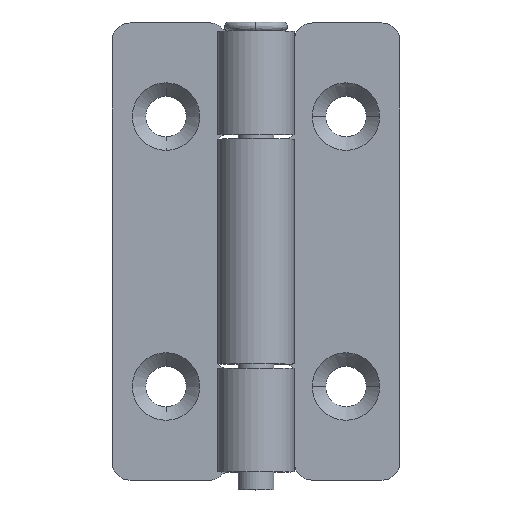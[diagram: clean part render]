
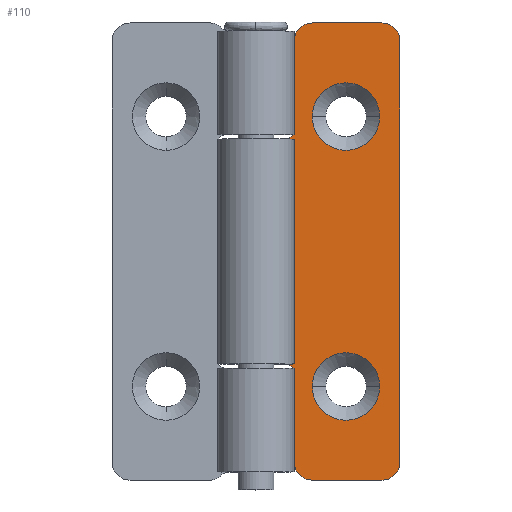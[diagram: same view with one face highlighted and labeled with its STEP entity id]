
A CAD part, top view. The second image highlights one B-rep face of the part: STEP entity #110.
In plain terms, the highlighted planar face has unit normal (0, 0, 1).
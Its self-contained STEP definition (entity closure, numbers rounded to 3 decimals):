
#14=B_SPLINE_CURVE_WITH_KNOTS('',1,(#2034,#2035),.UNSPECIFIED.,.F.,.F.,
(2,2),(2.,48.8),.UNSPECIFIED.);
#24=B_SPLINE_CURVE_WITH_KNOTS('',1,(#2072,#2073),.UNSPECIFIED.,.F.,.F.,
(2,2),(-28.075,-20.325),.UNSPECIFIED.);
#27=B_SPLINE_CURVE_WITH_KNOTS('',1,(#2078,#2079),.UNSPECIFIED.,.F.,.F.,
(2,2),(-28.075,-20.325),.UNSPECIFIED.);
#30=B_SPLINE_CURVE_WITH_KNOTS('',1,(#2084,#2085),.UNSPECIFIED.,.F.,.F.,
(2,2),(-48.8,-38.9),.UNSPECIFIED.);
#33=B_SPLINE_CURVE_WITH_KNOTS('',1,(#2090,#2091),.UNSPECIFIED.,.F.,.F.,
(2,2),(31.075,34.325),.UNSPECIFIED.);
#35=B_SPLINE_CURVE_WITH_KNOTS('',1,(#2094,#2095),.UNSPECIFIED.,.F.,.F.,
(2,2),(-11.9,-2.),.UNSPECIFIED.);
#38=B_SPLINE_CURVE_WITH_KNOTS('',1,(#2100,#2101),.UNSPECIFIED.,.F.,.F.,
(2,2),(-34.325,-31.075),.UNSPECIFIED.);
#110=ADVANCED_FACE('',(#190,#151,#152),#1217,.T.);
#151=FACE_BOUND('',#265,.T.);
#152=FACE_BOUND('',#266,.T.);
#190=FACE_OUTER_BOUND('',#264,.T.);
#264=EDGE_LOOP('',(#457,#458,#459,#460,#461,#462,#463,#464,#465,#466,#467,
#468,#469,#470));
#265=EDGE_LOOP('',(#471,#472));
#266=EDGE_LOOP('',(#473,#474));
#457=ORIENTED_EDGE('',*,*,#725,.T.);
#458=ORIENTED_EDGE('',*,*,#735,.T.);
#459=ORIENTED_EDGE('',*,*,#728,.T.);
#460=ORIENTED_EDGE('',*,*,#700,.F.);
#461=ORIENTED_EDGE('',*,*,#733,.T.);
#462=ORIENTED_EDGE('',*,*,#736,.T.);
#463=ORIENTED_EDGE('',*,*,#730,.T.);
#464=ORIENTED_EDGE('',*,*,#739,.T.);
#465=ORIENTED_EDGE('',*,*,#719,.T.);
#466=ORIENTED_EDGE('',*,*,#737,.T.);
#467=ORIENTED_EDGE('',*,*,#703,.T.);
#468=ORIENTED_EDGE('',*,*,#738,.T.);
#469=ORIENTED_EDGE('',*,*,#722,.F.);
#470=ORIENTED_EDGE('',*,*,#740,.T.);
#471=ORIENTED_EDGE('',*,*,#689,.T.);
#472=ORIENTED_EDGE('',*,*,#747,.T.);
#473=ORIENTED_EDGE('',*,*,#692,.T.);
#474=ORIENTED_EDGE('',*,*,#750,.T.);
#689=EDGE_CURVE('',#1060,#1098,#897,.T.);
#692=EDGE_CURVE('',#1062,#1100,#899,.T.);
#700=EDGE_CURVE('',#1070,#1071,#849,.T.);
#703=EDGE_CURVE('',#1073,#1072,#14,.T.);
#719=EDGE_CURVE('',#1089,#1088,#24,.T.);
#722=EDGE_CURVE('',#1091,#1090,#27,.T.);
#725=EDGE_CURVE('',#1093,#1092,#30,.T.);
#728=EDGE_CURVE('',#1094,#1071,#33,.T.);
#730=EDGE_CURVE('',#1095,#1096,#35,.T.);
#733=EDGE_CURVE('',#1070,#1097,#38,.T.);
#735=EDGE_CURVE('',#1092,#1094,#910,.T.);
#736=EDGE_CURVE('',#1097,#1095,#911,.T.);
#737=EDGE_CURVE('',#1088,#1073,#912,.T.);
#738=EDGE_CURVE('',#1072,#1090,#913,.T.);
#739=EDGE_CURVE('',#1096,#1089,#914,.T.);
#740=EDGE_CURVE('',#1091,#1093,#915,.T.);
#747=EDGE_CURVE('',#1098,#1060,#919,.T.);
#750=EDGE_CURVE('',#1100,#1062,#921,.T.);
#849=(
BOUNDED_CURVE()
B_SPLINE_CURVE(1,(#2026,#2027),.UNSPECIFIED.,.F.,.F.)
B_SPLINE_CURVE_WITH_KNOTS((2,2),(12.9,37.9),.UNSPECIFIED.)
CURVE()
GEOMETRIC_REPRESENTATION_ITEM()
RATIONAL_B_SPLINE_CURVE((1.,1.))
REPRESENTATION_ITEM('')
);
#897=TRIMMED_CURVE($,#981,(#1998),(#1999),.T.,.CARTESIAN.);
#899=TRIMMED_CURVE($,#983,(#2008),(#2009),.T.,.CARTESIAN.);
#910=TRIMMED_CURVE($,#994,(#2105),(#2106),.T.,.CARTESIAN.);
#911=TRIMMED_CURVE($,#995,(#2108),(#2109),.T.,.CARTESIAN.);
#912=TRIMMED_CURVE($,#996,(#2111),(#2112),.T.,.CARTESIAN.);
#913=TRIMMED_CURVE($,#997,(#2114),(#2115),.T.,.CARTESIAN.);
#914=TRIMMED_CURVE($,#998,(#2117),(#2118),.T.,.CARTESIAN.);
#915=TRIMMED_CURVE($,#999,(#2120),(#2121),.T.,.CARTESIAN.);
#919=TRIMMED_CURVE($,#1003,(#2140),(#2141),.T.,.CARTESIAN.);
#921=TRIMMED_CURVE($,#1005,(#2150),(#2151),.T.,.CARTESIAN.);
#981=CIRCLE('',#1369,3.75);
#983=CIRCLE('',#1371,3.75);
#994=CIRCLE('',#1382,1.);
#995=CIRCLE('',#1383,1.);
#996=CIRCLE('',#1384,2.);
#997=CIRCLE('',#1385,2.);
#998=CIRCLE('',#1386,2.);
#999=CIRCLE('',#1387,2.);
#1003=CIRCLE('',#1391,3.75);
#1005=CIRCLE('',#1393,3.75);
#1060=VERTEX_POINT('',#1946);
#1062=VERTEX_POINT('',#1948);
#1070=VERTEX_POINT('',#1956);
#1071=VERTEX_POINT('',#1957);
#1072=VERTEX_POINT('',#1958);
#1073=VERTEX_POINT('',#1959);
#1088=VERTEX_POINT('',#1974);
#1089=VERTEX_POINT('',#1975);
#1090=VERTEX_POINT('',#1976);
#1091=VERTEX_POINT('',#1977);
#1092=VERTEX_POINT('',#1978);
#1093=VERTEX_POINT('',#1979);
#1094=VERTEX_POINT('',#1980);
#1095=VERTEX_POINT('',#1981);
#1096=VERTEX_POINT('',#1982);
#1097=VERTEX_POINT('',#1983);
#1098=VERTEX_POINT('',#1984);
#1100=VERTEX_POINT('',#1986);
#1217=PLANE('',#1365);
#1365=AXIS2_PLACEMENT_3D('',#1903,#1530,$);
#1369=AXIS2_PLACEMENT_3D($,#1997,#1535,#1536);
#1371=AXIS2_PLACEMENT_3D($,#2007,#1539,#1540);
#1382=AXIS2_PLACEMENT_3D($,#2104,#1561,#1562);
#1383=AXIS2_PLACEMENT_3D($,#2107,#1563,#1564);
#1384=AXIS2_PLACEMENT_3D($,#2110,#1565,#1566);
#1385=AXIS2_PLACEMENT_3D($,#2113,#1567,#1568);
#1386=AXIS2_PLACEMENT_3D($,#2116,#1569,#1570);
#1387=AXIS2_PLACEMENT_3D($,#2119,#1571,#1572);
#1391=AXIS2_PLACEMENT_3D($,#2139,#1579,#1580);
#1393=AXIS2_PLACEMENT_3D($,#2149,#1583,#1584);
#1530=DIRECTION('',(0.,0.,1.));
#1535=DIRECTION('',(0.,0.,-1.));
#1536=DIRECTION('',(1.,0.,0.));
#1539=DIRECTION('',(0.,0.,-1.));
#1540=DIRECTION('',(1.,0.,0.));
#1561=DIRECTION('',(0.,0.,-1.));
#1562=DIRECTION('',(1.,0.,0.));
#1563=DIRECTION('',(0.,0.,-1.));
#1564=DIRECTION('',(0.,1.,0.));
#1565=DIRECTION('',(0.,0.,1.));
#1566=DIRECTION('',(0.,-1.,0.));
#1567=DIRECTION('',(0.,0.,1.));
#1568=DIRECTION('',(1.,0.,0.));
#1569=DIRECTION('',(0.,0.,1.));
#1570=DIRECTION('',(-1.,0.,0.));
#1571=DIRECTION('',(0.,0.,1.));
#1572=DIRECTION('',(0.,1.,0.));
#1579=DIRECTION('',(0.,0.,-1.));
#1580=DIRECTION('',(-1.,0.,0.));
#1583=DIRECTION('',(0.,0.,-1.));
#1584=DIRECTION('',(-1.,0.,0.));
#1903=CARTESIAN_POINT('',(108.38,0.,-17.931));
#1946=CARTESIAN_POINT('',(122.13,10.4,-17.931));
#1948=CARTESIAN_POINT('',(122.13,40.4,-17.931));
#1956=CARTESIAN_POINT('',(108.38,12.9,-17.931));
#1957=CARTESIAN_POINT('',(108.38,37.9,-17.931));
#1958=CARTESIAN_POINT('',(124.38,48.8,-17.931));
#1959=CARTESIAN_POINT('',(124.38,2.,-17.931));
#1974=CARTESIAN_POINT('',(122.38,0.,-17.931));
#1975=CARTESIAN_POINT('',(114.63,0.,-17.931));
#1976=CARTESIAN_POINT('',(122.38,50.8,-17.931));
#1977=CARTESIAN_POINT('',(114.63,50.8,-17.931));
#1978=CARTESIAN_POINT('',(112.63,38.9,-17.931));
#1979=CARTESIAN_POINT('',(112.63,48.8,-17.931));
#1980=CARTESIAN_POINT('',(111.63,37.9,-17.931));
#1981=CARTESIAN_POINT('',(112.63,11.9,-17.931));
#1982=CARTESIAN_POINT('',(112.63,2.,-17.931));
#1983=CARTESIAN_POINT('',(111.63,12.9,-17.931));
#1984=CARTESIAN_POINT('',(114.63,10.4,-17.931));
#1986=CARTESIAN_POINT('',(114.63,40.4,-17.931));
#1997=CARTESIAN_POINT('',(118.38,10.4,-17.931));
#1998=CARTESIAN_POINT('',(122.13,10.4,-17.931));
#1999=CARTESIAN_POINT('',(114.63,10.4,-17.931));
#2007=CARTESIAN_POINT('',(118.38,40.4,-17.931));
#2008=CARTESIAN_POINT('',(122.13,40.4,-17.931));
#2009=CARTESIAN_POINT('',(114.63,40.4,-17.931));
#2026=CARTESIAN_POINT('',(108.38,12.9,-17.931));
#2027=CARTESIAN_POINT('',(108.38,37.9,-17.931));
#2034=CARTESIAN_POINT('',(124.38,2.,-17.931));
#2035=CARTESIAN_POINT('',(124.38,48.8,-17.931));
#2072=CARTESIAN_POINT('',(114.63,0.,-17.931));
#2073=CARTESIAN_POINT('',(122.38,0.,-17.931));
#2078=CARTESIAN_POINT('',(114.63,50.8,-17.931));
#2079=CARTESIAN_POINT('',(122.38,50.8,-17.931));
#2084=CARTESIAN_POINT('',(112.63,48.8,-17.931));
#2085=CARTESIAN_POINT('',(112.63,38.9,-17.931));
#2090=CARTESIAN_POINT('',(111.63,37.9,-17.931));
#2091=CARTESIAN_POINT('',(108.38,37.9,-17.931));
#2094=CARTESIAN_POINT('',(112.63,11.9,-17.931));
#2095=CARTESIAN_POINT('',(112.63,2.,-17.931));
#2100=CARTESIAN_POINT('',(108.38,12.9,-17.931));
#2101=CARTESIAN_POINT('',(111.63,12.9,-17.931));
#2104=CARTESIAN_POINT('',(111.63,38.9,-17.931));
#2105=CARTESIAN_POINT('',(112.63,38.9,-17.931));
#2106=CARTESIAN_POINT('',(111.63,37.9,-17.931));
#2107=CARTESIAN_POINT('',(111.63,11.9,-17.931));
#2108=CARTESIAN_POINT('',(111.63,12.9,-17.931));
#2109=CARTESIAN_POINT('',(112.63,11.9,-17.931));
#2110=CARTESIAN_POINT('',(122.38,2.,-17.931));
#2111=CARTESIAN_POINT('',(122.38,0.,-17.931));
#2112=CARTESIAN_POINT('',(124.38,2.,-17.931));
#2113=CARTESIAN_POINT('',(122.38,48.8,-17.931));
#2114=CARTESIAN_POINT('',(124.38,48.8,-17.931));
#2115=CARTESIAN_POINT('',(122.38,50.8,-17.931));
#2116=CARTESIAN_POINT('',(114.63,2.,-17.931));
#2117=CARTESIAN_POINT('',(112.63,2.,-17.931));
#2118=CARTESIAN_POINT('',(114.63,0.,-17.931));
#2119=CARTESIAN_POINT('',(114.63,48.8,-17.931));
#2120=CARTESIAN_POINT('',(114.63,50.8,-17.931));
#2121=CARTESIAN_POINT('',(112.63,48.8,-17.931));
#2139=CARTESIAN_POINT('',(118.38,10.4,-17.931));
#2140=CARTESIAN_POINT('',(114.63,10.4,-17.931));
#2141=CARTESIAN_POINT('',(122.13,10.4,-17.931));
#2149=CARTESIAN_POINT('',(118.38,40.4,-17.931));
#2150=CARTESIAN_POINT('',(114.63,40.4,-17.931));
#2151=CARTESIAN_POINT('',(122.13,40.4,-17.931));
